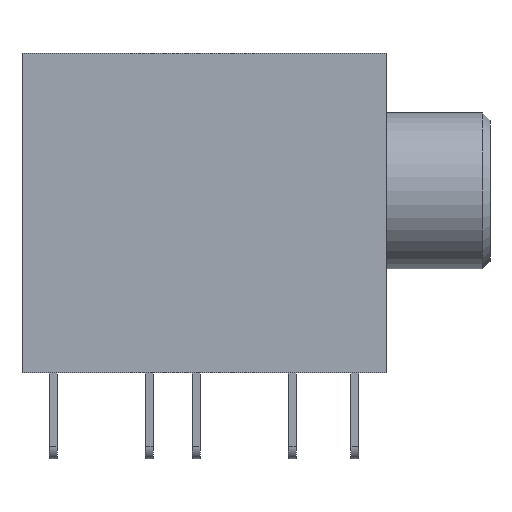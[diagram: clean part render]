
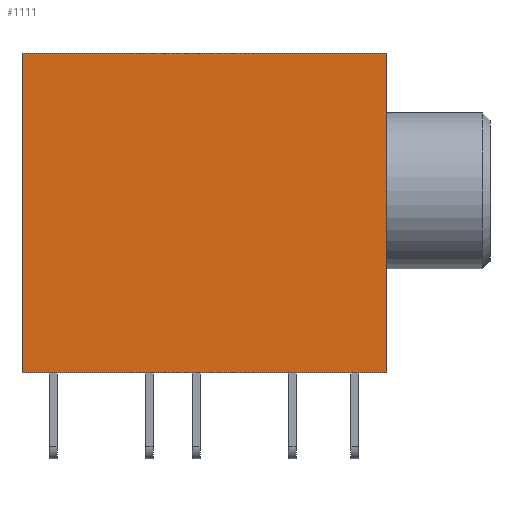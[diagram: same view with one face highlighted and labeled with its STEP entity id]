
A CAD part, left-side view. The second image highlights one B-rep face of the part: STEP entity #1111.
In plain terms, the highlighted planar face has unit normal (-1, 0, 0).
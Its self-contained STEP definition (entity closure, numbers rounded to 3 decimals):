
#35=LINE('',#1514,#117);
#70=LINE('',#1596,#152);
#71=LINE('',#1598,#153);
#72=LINE('',#1600,#154);
#117=VECTOR('',#1285,1000.);
#152=VECTOR('',#1366,1000.);
#153=VECTOR('',#1369,1000.);
#154=VECTOR('',#1370,1000.);
#320=ORIENTED_EDGE('',*,*,#483,.F.);
#321=ORIENTED_EDGE('',*,*,#442,.F.);
#322=ORIENTED_EDGE('',*,*,#482,.T.);
#323=ORIENTED_EDGE('',*,*,#484,.T.);
#442=EDGE_CURVE('',#543,#541,#35,.T.);
#482=EDGE_CURVE('',#543,#567,#70,.T.);
#483=EDGE_CURVE('',#541,#568,#71,.T.);
#484=EDGE_CURVE('',#567,#568,#72,.T.);
#541=VERTEX_POINT('',#1509);
#543=VERTEX_POINT('',#1513);
#567=VERTEX_POINT('',#1595);
#568=VERTEX_POINT('',#1599);
#646=EDGE_LOOP('',(#320,#321,#322,#323));
#702=FACE_BOUND('',#646,.T.);
#743=PLANE('',#1183);
#1111=ADVANCED_FACE('',(#702),#743,.T.);
#1183=AXIS2_PLACEMENT_3D('',#1597,#1367,#1368);
#1285=DIRECTION('',(0.,-1.,0.));
#1366=DIRECTION('',(0.,0.,-1.));
#1367=DIRECTION('',(-1.,0.,0.));
#1368=DIRECTION('',(0.,0.,1.));
#1369=DIRECTION('',(0.,0.,-1.));
#1370=DIRECTION('',(0.,-1.,0.));
#1509=CARTESIAN_POINT('',(-4.1,0.,6.15));
#1513=CARTESIAN_POINT('',(-4.1,14.,6.15));
#1514=CARTESIAN_POINT('',(-4.1,14.,6.15));
#1595=CARTESIAN_POINT('',(-4.1,14.,-6.15));
#1596=CARTESIAN_POINT('',(-4.1,14.,6.15));
#1597=CARTESIAN_POINT('',(-4.1,14.,6.15));
#1598=CARTESIAN_POINT('',(-4.1,0.,6.15));
#1599=CARTESIAN_POINT('',(-4.1,0.,-6.15));
#1600=CARTESIAN_POINT('',(-4.1,14.,-6.15));
